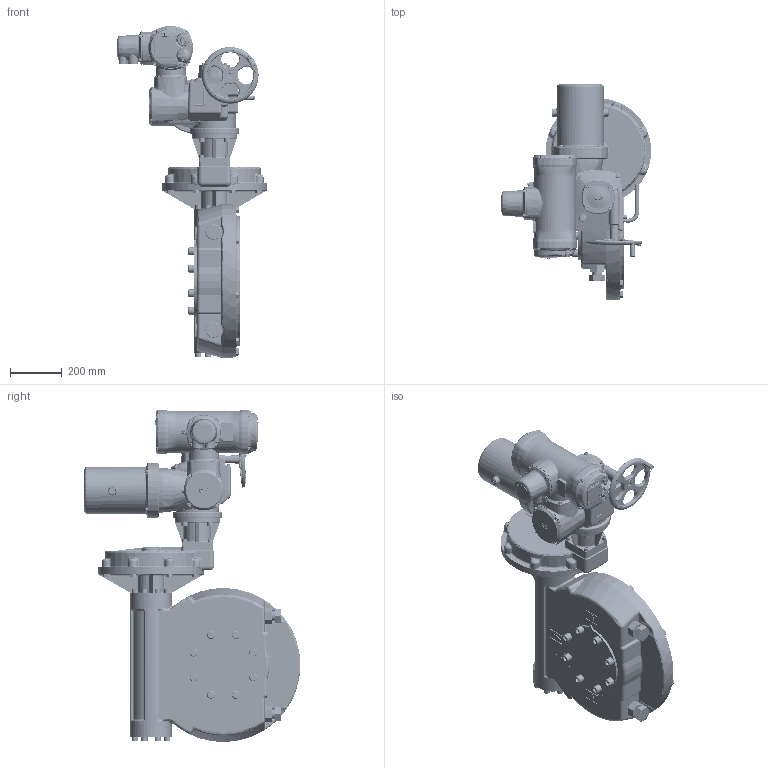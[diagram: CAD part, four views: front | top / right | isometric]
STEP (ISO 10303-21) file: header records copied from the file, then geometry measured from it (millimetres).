
FILE_DESCRIPTION(/* description */ ('Unknown'),/* implementation_level */ '2;1');
FILE_NAME(/* name */ 'A6W9RLB000',/* time_stamp */ '2019-10-03T20:29:22+06:00',/* author */ ('Unknown'),/* organization */ ('Unknown'),/* preprocessor_version */ 'ST-DEVELOPER v16.7',/* originating_system */ 'DEX',/* authorisation */ $);
FILE_SCHEMA (('AUTOMOTIVE_DESIGN {1 0 10303 214 3 1 1}'));
Products named in the file (1): A6W9RLB000
Bounding box: 581.71 x 838.44 x 1285.01 mm (x, y, z)
Volume: 91433071.2 mm3; surface area: 3255214.6 mm2
Topology: 44 solids, 49 shells, 13822 faces, 33762 edges, 20298 vertices
Faces by surface type: plane 5096, bspline 3670, cylinder 3021, torus 974, cone 777, sphere 284
Full cylindrical faces by diameter (mm): 1.152 x1, 3.2 x1, 4.2 x6, 4.4 x1, 4.5 x4, 4.917 x13, 5.5 x4, 6 x11, 6.45 x1, 6.47 x1, 6.5 x8, 6.6 x4, 6.647 x12, 7 x5, 8 x5, 8.2 x1, 8.4 x4, 10 x28, 10.22 x4, 10.5 x4, 11 x1, 11.92 x1, 12 x1, 13 x5, 13.25 x8, 13.5 x9, 13.835 x2, 15.5 x1, 16 x20, 16.1 x1
Entity records: 603126 total; most frequent: CARTESIAN_POINT 223179, ORIENTED_EDGE 64628, DIRECTION 47416, EDGE_CURVE 32314, VERTEX_POINT 19972, AXIS2_PLACEMENT_3D 17778, FACE_BOUND 15368, EDGE_LOOP 15321
